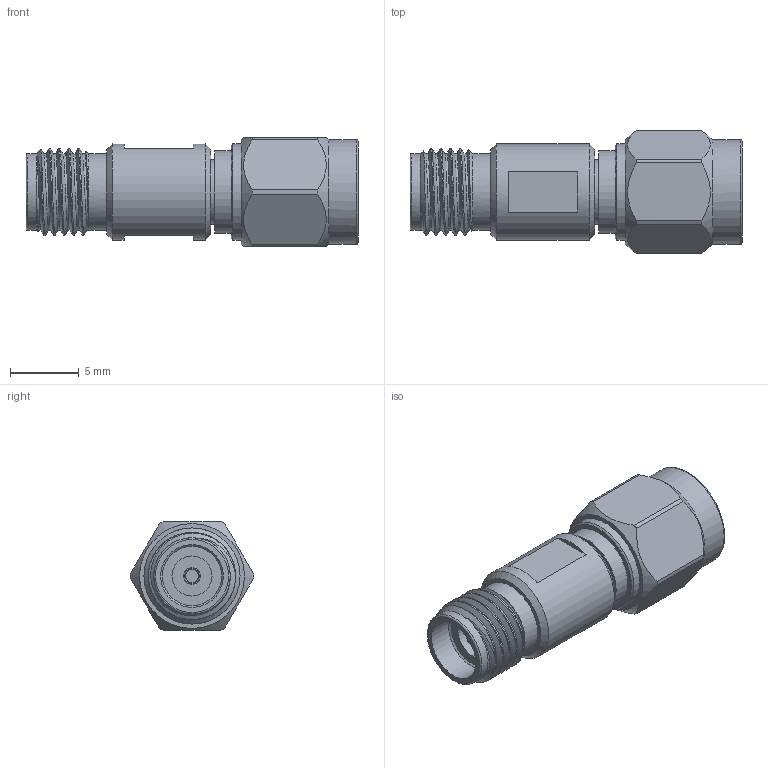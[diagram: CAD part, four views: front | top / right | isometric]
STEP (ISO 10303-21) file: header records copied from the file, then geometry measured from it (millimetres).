
FILE_DESCRIPTION (( 'STEP AP203' ), '1' );
FILE_NAME ('SM3181_3D.step', '2022-07-14T21:55:23', ( '' ), ( '' ), 'SwSTEP 2.0', 'SolidWorks 2021', '' );
FILE_SCHEMA (( 'CONFIG_CONTROL_DESIGN' ));
Length unit declared in the file: inch
Products named in the file (1): SM3181_3D
Bounding box: 24.21 x 8.99 x 7.94 mm (x, y, z)
Volume: 784.4 mm3; surface area: 939 mm2
Topology: 1 solids, 1 shells, 83 faces, 192 edges, 125 vertices
Faces by surface type: plane 35, cylinder 27, cone 13, bspline 6, torus 2
Full cylindrical faces by diameter (mm): 0.533 x1, 0.94 x2, 1.194 x1, 2.4 x1, 2.92 x1, 4.572 x2, 4.729 x1, 5.582 x2, 6.015 x1, 7 x6, 7.641 x1
Entity records: 4307 total; most frequent: CARTESIAN_POINT 2672, DIRECTION 316, ORIENTED_EDGE 286, EDGE_CURVE 143, AXIS2_PLACEMENT_3D 140, EDGE_LOOP 119, VERTEX_POINT 106, FACE_OUTER_BOUND 97
